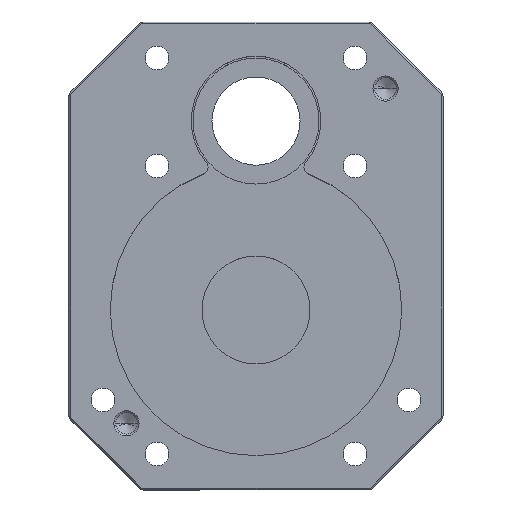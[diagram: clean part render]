
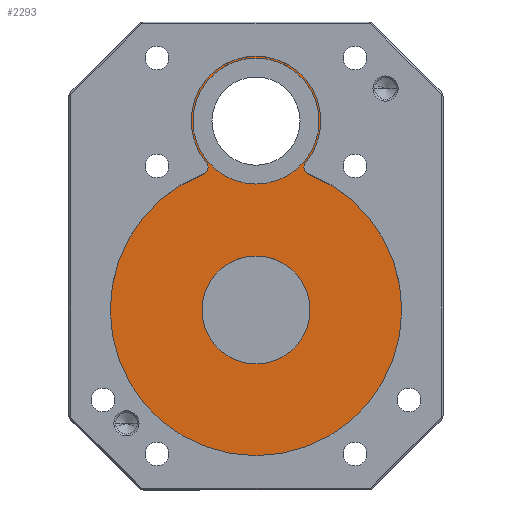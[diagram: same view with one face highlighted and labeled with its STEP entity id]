
A CAD part, top view. The second image highlights one B-rep face of the part: STEP entity #2293.
In plain terms, the highlighted planar face has unit normal (0, 0, 1).
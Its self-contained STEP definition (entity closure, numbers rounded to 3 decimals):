
#88 = VERTEX_POINT ( 'NONE', #1239 ) ;
#138 = CARTESIAN_POINT ( 'NONE',  ( 18., 37.5, 1. ) ) ;
#160 = CARTESIAN_POINT ( 'NONE',  ( 0., -15., 1. ) ) ;
#178 = CIRCLE ( 'NONE', #3316, 17.5 ) ;
#186 = EDGE_CURVE ( 'NONE', #88, #2178, #860, .T. ) ;
#266 = DIRECTION ( 'NONE',  ( 1., 0., 0. ) ) ;
#292 = EDGE_LOOP ( 'NONE', ( #2841, #1068, #1423, #2171, #3535, #1087, #1964, #600, #1180 ) ) ;
#295 = AXIS2_PLACEMENT_3D ( 'NONE', #160, #1610, #719 ) ;
#305 = DIRECTION ( 'NONE',  ( 0., 0., 1. ) ) ;
#324 = CARTESIAN_POINT ( 'NONE',  ( 0., 37.5, 1. ) ) ;
#325 = ORIENTED_EDGE ( 'NONE', *, *, #2296, .F. ) ;
#335 = AXIS2_PLACEMENT_3D ( 'NONE', #1511, #2333, #2625 ) ;
#339 = DIRECTION ( 'NONE',  ( 0., 0., -1. ) ) ;
#397 = DIRECTION ( 'NONE',  ( 0., 0., 1. ) ) ;
#420 = CARTESIAN_POINT ( 'NONE',  ( 17.5, 37.5, 1. ) ) ;
#434 = VERTEX_POINT ( 'NONE', #420 ) ;
#545 = CARTESIAN_POINT ( 'NONE',  ( -13.32, 24.643, 1. ) ) ;
#556 = FACE_OUTER_BOUND ( 'NONE', #292, .T. ) ;
#600 = ORIENTED_EDGE ( 'NONE', *, *, #3587, .T. ) ;
#613 = DIRECTION ( 'NONE',  ( 1., 0., 0. ) ) ;
#644 = CARTESIAN_POINT ( 'NONE',  ( 14.599, 22.777, 1. ) ) ;
#647 = CARTESIAN_POINT ( 'NONE',  ( 0., -15., 1. ) ) ;
#688 = EDGE_CURVE ( 'NONE', #2541, #2808, #2491, .T. ) ;
#710 = CARTESIAN_POINT ( 'NONE',  ( -17.5, 37.5, 1. ) ) ;
#719 = DIRECTION ( 'NONE',  ( 1., 0., 0. ) ) ;
#744 = AXIS2_PLACEMENT_3D ( 'NONE', #1569, #3510, #1549 ) ;
#810 = CARTESIAN_POINT ( 'NONE',  ( 0., 11.25, 1. ) ) ;
#823 = CARTESIAN_POINT ( 'NONE',  ( -14.599, 22.777, 1. ) ) ;
#832 = DIRECTION ( 'NONE',  ( 0., 0., 1. ) ) ;
#849 = ORIENTED_EDGE ( 'NONE', *, *, #2944, .F. ) ;
#860 = CIRCLE ( 'NONE', #3482, 18. ) ;
#944 = EDGE_CURVE ( 'NONE', #2895, #1440, #3023, .T. ) ;
#1068 = ORIENTED_EDGE ( 'NONE', *, *, #944, .T. ) ;
#1087 = ORIENTED_EDGE ( 'NONE', *, *, #1809, .T. ) ;
#1120 = DIRECTION ( 'NONE',  ( 0., 0., 1. ) ) ;
#1124 = CARTESIAN_POINT ( 'NONE',  ( 0., 37.5, 1. ) ) ;
#1180 = ORIENTED_EDGE ( 'NONE', *, *, #3185, .T. ) ;
#1188 = CARTESIAN_POINT ( 'NONE',  ( 15., -15., 1. ) ) ;
#1192 = DIRECTION ( 'NONE',  ( 1., 0., 0. ) ) ;
#1224 = CIRCLE ( 'NONE', #1987, 2. ) ;
#1239 = CARTESIAN_POINT ( 'NONE',  ( 13.788, 25.929, 1. ) ) ;
#1276 = AXIS2_PLACEMENT_3D ( 'NONE', #810, #1120, #2723 ) ;
#1317 = VERTEX_POINT ( 'NONE', #1596 ) ;
#1331 = DIRECTION ( 'NONE',  ( 0., 0., -1. ) ) ;
#1368 = AXIS2_PLACEMENT_3D ( 'NONE', #1600, #3558, #1619 ) ;
#1394 = CARTESIAN_POINT ( 'NONE',  ( 40.5, -15., 1. ) ) ;
#1423 = ORIENTED_EDGE ( 'NONE', *, *, #1897, .T. ) ;
#1438 = AXIS2_PLACEMENT_3D ( 'NONE', #647, #2563, #1192 ) ;
#1440 = VERTEX_POINT ( 'NONE', #1394 ) ;
#1448 = CIRCLE ( 'NONE', #2266, 17.5 ) ;
#1511 = CARTESIAN_POINT ( 'NONE',  ( 0., -15., 1. ) ) ;
#1514 = CIRCLE ( 'NONE', #1368, 18. ) ;
#1549 = DIRECTION ( 'NONE',  ( 1., 0., 0. ) ) ;
#1569 = CARTESIAN_POINT ( 'NONE',  ( 0., -15., 1. ) ) ;
#1596 = CARTESIAN_POINT ( 'NONE',  ( -13.788, 25.929, 1. ) ) ;
#1600 = CARTESIAN_POINT ( 'NONE',  ( 0., 37.5, 1. ) ) ;
#1610 = DIRECTION ( 'NONE',  ( 0., 0., 1. ) ) ;
#1619 = DIRECTION ( 'NONE',  ( 1., 0., 0. ) ) ;
#1625 = DIRECTION ( 'NONE',  ( 1., 0., 0. ) ) ;
#1648 = DIRECTION ( 'NONE',  ( 1., 0., 0. ) ) ;
#1669 = AXIS2_PLACEMENT_3D ( 'NONE', #3509, #1331, #1625 ) ;
#1716 = EDGE_CURVE ( 'NONE', #2678, #2895, #2095, .T. ) ;
#1779 = VERTEX_POINT ( 'NONE', #545 ) ;
#1780 = EDGE_CURVE ( 'NONE', #434, #3368, #1448, .T. ) ;
#1794 = CARTESIAN_POINT ( 'NONE',  ( 0., -15., 1. ) ) ;
#1802 = AXIS2_PLACEMENT_3D ( 'NONE', #1794, #397, #2859 ) ;
#1809 = EDGE_CURVE ( 'NONE', #2178, #2271, #2213, .T. ) ;
#1897 = EDGE_CURVE ( 'NONE', #1440, #2378, #2912, .T. ) ;
#1898 = AXIS2_PLACEMENT_3D ( 'NONE', #3331, #1919, #2793 ) ;
#1902 = CIRCLE ( 'NONE', #335, 15. ) ;
#1919 = DIRECTION ( 'NONE',  ( 0., 0., -1. ) ) ;
#1936 = ORIENTED_EDGE ( 'NONE', *, *, #1780, .F. ) ;
#1964 = ORIENTED_EDGE ( 'NONE', *, *, #2630, .T. ) ;
#1987 = AXIS2_PLACEMENT_3D ( 'NONE', #2592, #339, #613 ) ;
#2095 = CIRCLE ( 'NONE', #295, 40.5 ) ;
#2167 = CARTESIAN_POINT ( 'NONE',  ( -40.5, -15., 1. ) ) ;
#2171 = ORIENTED_EDGE ( 'NONE', *, *, #2409, .T. ) ;
#2178 = VERTEX_POINT ( 'NONE', #138 ) ;
#2194 = FACE_BOUND ( 'NONE', #2431, .T. ) ;
#2213 = CIRCLE ( 'NONE', #2855, 18. ) ;
#2266 = AXIS2_PLACEMENT_3D ( 'NONE', #324, #3341, #1648 ) ;
#2271 = VERTEX_POINT ( 'NONE', #2504 ) ;
#2293 = ADVANCED_FACE ( 'NONE', ( #2760, #2194, #556 ), #3303, .T. ) ;
#2296 = EDGE_CURVE ( 'NONE', #3368, #434, #178, .T. ) ;
#2333 = DIRECTION ( 'NONE',  ( 0., 0., 1. ) ) ;
#2378 = VERTEX_POINT ( 'NONE', #644 ) ;
#2392 = CARTESIAN_POINT ( 'NONE',  ( 0., 37.5, 1. ) ) ;
#2409 = EDGE_CURVE ( 'NONE', #2378, #88, #1224, .T. ) ;
#2424 = DIRECTION ( 'NONE',  ( 0., 0., 1. ) ) ;
#2431 = EDGE_LOOP ( 'NONE', ( #1936, #325 ) ) ;
#2491 = CIRCLE ( 'NONE', #1438, 15. ) ;
#2504 = CARTESIAN_POINT ( 'NONE',  ( -18., 37.5, 1. ) ) ;
#2541 = VERTEX_POINT ( 'NONE', #3240 ) ;
#2563 = DIRECTION ( 'NONE',  ( 0., 0., 1. ) ) ;
#2592 = CARTESIAN_POINT ( 'NONE',  ( 15.32, 24.643, 1. ) ) ;
#2604 = CIRCLE ( 'NONE', #1898, 2. ) ;
#2625 = DIRECTION ( 'NONE',  ( 1., 0., 0. ) ) ;
#2630 = EDGE_CURVE ( 'NONE', #2271, #1317, #1514, .T. ) ;
#2661 = DIRECTION ( 'NONE',  ( 1., 0., 0. ) ) ;
#2678 = VERTEX_POINT ( 'NONE', #823 ) ;
#2715 = CIRCLE ( 'NONE', #1669, 2. ) ;
#2723 = DIRECTION ( 'NONE',  ( 1., 0., 0. ) ) ;
#2760 = FACE_BOUND ( 'NONE', #3186, .T. ) ;
#2793 = DIRECTION ( 'NONE',  ( 1., 0., 0. ) ) ;
#2803 = DIRECTION ( 'NONE',  ( 1., 0., 0. ) ) ;
#2808 = VERTEX_POINT ( 'NONE', #1188 ) ;
#2841 = ORIENTED_EDGE ( 'NONE', *, *, #1716, .T. ) ;
#2855 = AXIS2_PLACEMENT_3D ( 'NONE', #1124, #832, #2803 ) ;
#2859 = DIRECTION ( 'NONE',  ( 1., 0., 0. ) ) ;
#2895 = VERTEX_POINT ( 'NONE', #2167 ) ;
#2912 = CIRCLE ( 'NONE', #1802, 40.5 ) ;
#2944 = EDGE_CURVE ( 'NONE', #2808, #2541, #1902, .T. ) ;
#3023 = CIRCLE ( 'NONE', #744, 40.5 ) ;
#3185 = EDGE_CURVE ( 'NONE', #1779, #2678, #2715, .T. ) ;
#3186 = EDGE_LOOP ( 'NONE', ( #849, #3402 ) ) ;
#3240 = CARTESIAN_POINT ( 'NONE',  ( -15., -15., 1. ) ) ;
#3284 = CARTESIAN_POINT ( 'NONE',  ( 0., 37.5, 1. ) ) ;
#3303 = PLANE ( 'NONE',  #1276 ) ;
#3316 = AXIS2_PLACEMENT_3D ( 'NONE', #3284, #305, #266 ) ;
#3331 = CARTESIAN_POINT ( 'NONE',  ( -15.32, 24.643, 1. ) ) ;
#3341 = DIRECTION ( 'NONE',  ( 0., 0., 1. ) ) ;
#3368 = VERTEX_POINT ( 'NONE', #710 ) ;
#3402 = ORIENTED_EDGE ( 'NONE', *, *, #688, .F. ) ;
#3482 = AXIS2_PLACEMENT_3D ( 'NONE', #2392, #2424, #2661 ) ;
#3509 = CARTESIAN_POINT ( 'NONE',  ( -15.32, 24.643, 1. ) ) ;
#3510 = DIRECTION ( 'NONE',  ( 0., 0., 1. ) ) ;
#3535 = ORIENTED_EDGE ( 'NONE', *, *, #186, .T. ) ;
#3558 = DIRECTION ( 'NONE',  ( 0., 0., 1. ) ) ;
#3587 = EDGE_CURVE ( 'NONE', #1317, #1779, #2604, .T. ) ;
